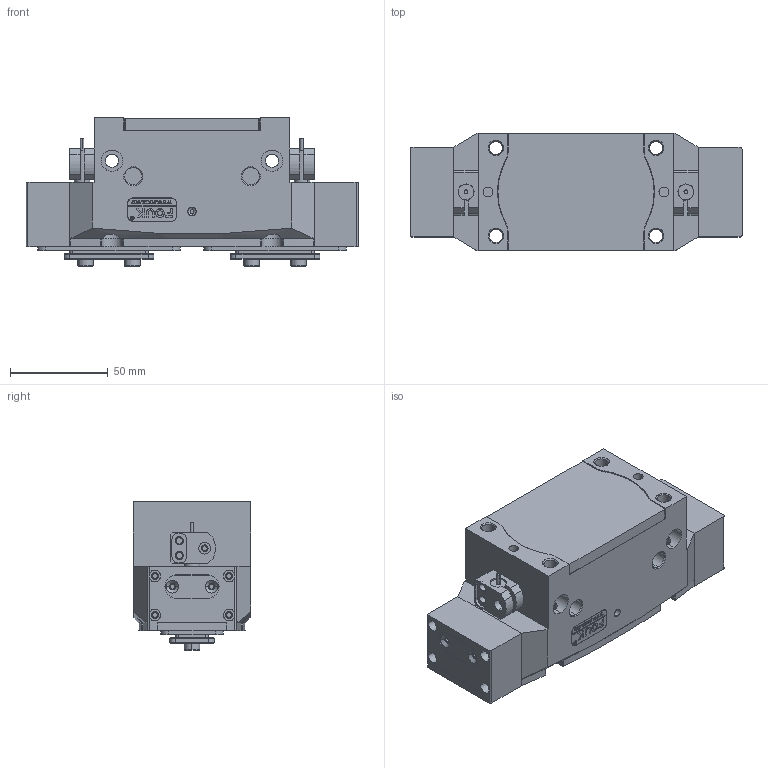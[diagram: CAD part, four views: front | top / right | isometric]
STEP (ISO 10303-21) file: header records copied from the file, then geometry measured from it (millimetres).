
FILE_DESCRIPTION (( 'STEP AP203' ), '1' );
FILE_NAME ('TR57-125-S-P.STEP', '2024-11-19T03:00:23', ( 'USER-' ), ( 'Microsoft' ), 'SwSTEP 2.0', 'SolidWorks 2018', '' );
FILE_SCHEMA (( 'CONFIG_CONTROL_DESIGN' ));
Length unit declared in the file: millimetre
Products named in the file (23): TR57-125-S-P; TR57-125-P杅耀.sldasm-Part-12; TR57-125-P杅耀.sldasm-Part-4; TR57 -125 菁裔啣; TR57-125-P杅耀.sldasm-Part-9; TR57-125-P杅耀.sldasm-Part-3; TR57-125-P杅耀.sldasm-Part-10; TR57-125-P杅耀.sldasm-Part-16; TR57-125-P杅耀.sldasm-Part-6; 揤輸蚾饜极; 埴翐芛_GB_FASTENER_SCREWS_HSHCS M2X8-N; TR57-125-S 賑輸; TR57-125-P杅耀.sldasm-Part-8; TR57-125-P杅耀.sldasm-Part-17; TR57-125-P杅耀.sldasm-Part-1; TR57-125-P杅耀.sldasm-Part-7; TR57-125-P杅耀.sldasm-Part-5; 揤輸杅耀.sldasm-Part-9; TR57-125-P杅耀.sldasm-Part-2; TR57-125-P杅耀.sldasm-Part-11; 25x12-R3; TR57-125-P杅耀.sldasm-Part-28; TR57-125-P杅耀.sldasm-Part-22
Assembly tree (27 placements, depth 3):
  TR57-125-S-P
    TR57-125-P杅耀.sldasm-Part-1
    TR57-125-P杅耀.sldasm-Part-2
    TR57-125-P杅耀.sldasm-Part-3  x2
    TR57-125-P杅耀.sldasm-Part-4
    TR57-125-P杅耀.sldasm-Part-5
    TR57-125-P杅耀.sldasm-Part-6
    TR57-125-P杅耀.sldasm-Part-7
    TR57-125-P杅耀.sldasm-Part-8
    TR57-125-P杅耀.sldasm-Part-9
    TR57-125-P杅耀.sldasm-Part-10
    TR57-125-P杅耀.sldasm-Part-11
    TR57-125-P杅耀.sldasm-Part-12
    TR57-125-P杅耀.sldasm-Part-16
    TR57-125-P杅耀.sldasm-Part-17
    TR57-125-P杅耀.sldasm-Part-22  x2
    TR57-125-P杅耀.sldasm-Part-28
    TR57-125-S 賑輸  x2
    揤輸蚾饜极  x2
      揤輸杅耀.sldasm-Part-9
      埴翐芛_GB_FASTENER_SCREWS_HSHCS M2X8-N
    25x12-R3
    TR57 -125 菁裔啣
Bounding box: 170 x 60 x 76 mm (x, y, z)
Volume: 462477.2 mm3; surface area: 137647.7 mm2
Topology: 28 solids, 50 shells, 1659 faces, 4193 edges, 2660 vertices
Faces by surface type: plane 769, cylinder 483, cone 244, bspline 155, torus 8
Entity records: 50225 total; most frequent: CARTESIAN_POINT 14071, ORIENTED_EDGE 7040, DIRECTION 6736, EDGE_CURVE 3520, AXIS2_PLACEMENT_3D 2296, VERTEX_POINT 2271, VECTOR 2144, LINE 2144
